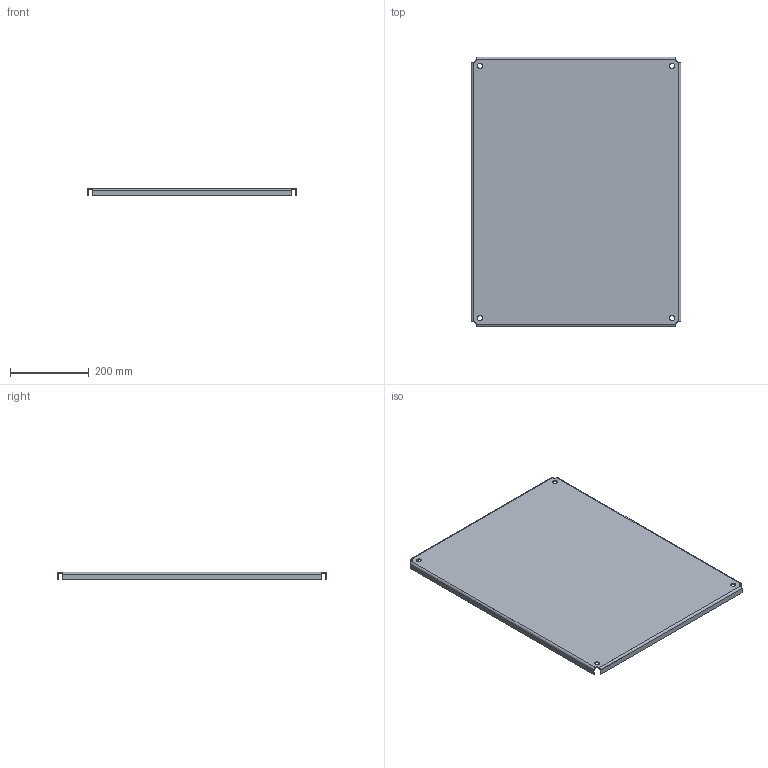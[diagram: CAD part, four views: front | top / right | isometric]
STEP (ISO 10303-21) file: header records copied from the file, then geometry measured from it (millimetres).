
FILE_DESCRIPTION (( 'STEP AP203' ), '1' );
FILE_NAME ('PA3024.step', '2014-06-26T14:23:34', ( '' ), ( '' ), 'SwSTEP 2.0', 'SolidWorks 2014', '' );
FILE_SCHEMA (( 'CONFIG_CONTROL_DESIGN' ));
Length unit declared in the file: inch
Products named in the file (1): PA3024
Bounding box: 533.4 x 685.8 x 19.05 mm (x, y, z)
Volume: 1012656.1 mm3; surface area: 804233.8 mm2
Topology: 1 solids, 1 shells, 42 faces, 120 edges, 80 vertices
Faces by surface type: plane 22, cylinder 20
Entity records: 1479 total; most frequent: DIRECTION 246, CARTESIAN_POINT 243, ORIENTED_EDGE 240, EDGE_CURVE 120, AXIS2_PLACEMENT_3D 83, VECTOR 80, LINE 80, VERTEX_POINT 80
